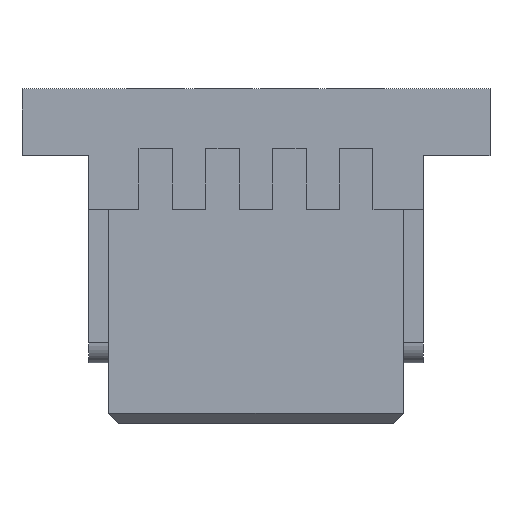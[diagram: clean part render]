
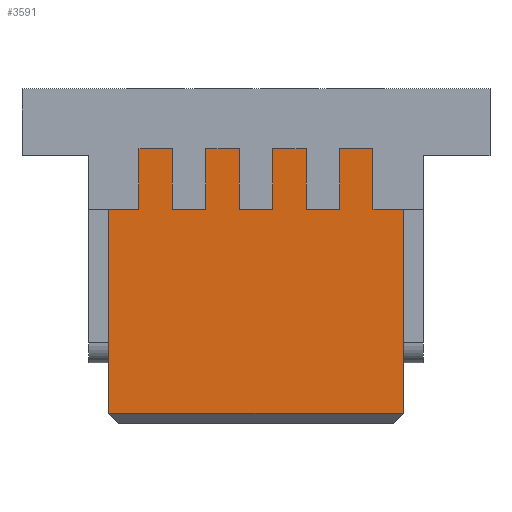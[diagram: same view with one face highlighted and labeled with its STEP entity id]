
A CAD part, top view. The second image highlights one B-rep face of the part: STEP entity #3591.
In plain terms, the highlighted planar face has unit normal (0, 0, 1).
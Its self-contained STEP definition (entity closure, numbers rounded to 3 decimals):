
#506=DIRECTION('',(1.,0.,0.));
#507=VECTOR('',#506,0.45);
#508=CARTESIAN_POINT('',(-2.2,3.2,1.));
#509=LINE('',#508,#507);
#526=DIRECTION('',(1.,0.,0.));
#527=VECTOR('',#526,0.5);
#528=CARTESIAN_POINT('',(-1.25,3.2,1.));
#529=LINE('',#528,#527);
#542=DIRECTION('',(1.,0.,0.));
#543=VECTOR('',#542,0.5);
#544=CARTESIAN_POINT('',(-0.25,3.2,1.));
#545=LINE('',#544,#543);
#570=DIRECTION('',(1.,0.,0.));
#571=VECTOR('',#570,0.45);
#572=CARTESIAN_POINT('',(1.75,3.2,1.));
#573=LINE('',#572,#571);
#578=DIRECTION('',(1.,0.,0.));
#579=VECTOR('',#578,0.5);
#580=CARTESIAN_POINT('',(0.75,3.2,1.));
#581=LINE('',#580,#579);
#615=DIRECTION('',(0.,-1.,0.));
#616=VECTOR('',#615,3.05);
#617=CARTESIAN_POINT('',(-2.2,3.2,1.));
#618=LINE('',#617,#616);
#703=DIRECTION('',(0.,-1.,0.));
#704=VECTOR('',#703,3.05);
#705=CARTESIAN_POINT('',(2.2,3.2,1.));
#706=LINE('',#705,#704);
#736=DIRECTION('',(0.,-1.,0.));
#737=VECTOR('',#736,0.9);
#738=CARTESIAN_POINT('',(1.25,4.1,1.));
#739=LINE('',#738,#737);
#740=DIRECTION('',(-1.,0.,0.));
#741=VECTOR('',#740,0.5);
#742=CARTESIAN_POINT('',(1.75,4.1,1.));
#743=LINE('',#742,#741);
#744=DIRECTION('',(0.,1.,0.));
#745=VECTOR('',#744,0.9);
#746=CARTESIAN_POINT('',(1.75,3.2,1.));
#747=LINE('',#746,#745);
#748=DIRECTION('',(-1.,0.,0.));
#749=VECTOR('',#748,4.4);
#750=CARTESIAN_POINT('',(2.2,0.15,1.));
#751=LINE('',#750,#749);
#752=DIRECTION('',(0.,-1.,0.));
#753=VECTOR('',#752,0.9);
#754=CARTESIAN_POINT('',(-1.75,4.1,1.));
#755=LINE('',#754,#753);
#756=DIRECTION('',(-1.,0.,0.));
#757=VECTOR('',#756,0.5);
#758=CARTESIAN_POINT('',(-1.25,4.1,1.));
#759=LINE('',#758,#757);
#760=DIRECTION('',(0.,1.,0.));
#761=VECTOR('',#760,0.9);
#762=CARTESIAN_POINT('',(-1.25,3.2,1.));
#763=LINE('',#762,#761);
#764=DIRECTION('',(0.,-1.,0.));
#765=VECTOR('',#764,0.9);
#766=CARTESIAN_POINT('',(-0.75,4.1,1.));
#767=LINE('',#766,#765);
#768=DIRECTION('',(-1.,0.,0.));
#769=VECTOR('',#768,0.5);
#770=CARTESIAN_POINT('',(-0.25,4.1,1.));
#771=LINE('',#770,#769);
#772=DIRECTION('',(0.,1.,0.));
#773=VECTOR('',#772,0.9);
#774=CARTESIAN_POINT('',(-0.25,3.2,1.));
#775=LINE('',#774,#773);
#776=DIRECTION('',(0.,-1.,0.));
#777=VECTOR('',#776,0.9);
#778=CARTESIAN_POINT('',(0.25,4.1,1.));
#779=LINE('',#778,#777);
#780=DIRECTION('',(-1.,0.,0.));
#781=VECTOR('',#780,0.5);
#782=CARTESIAN_POINT('',(0.75,4.1,1.));
#783=LINE('',#782,#781);
#784=DIRECTION('',(0.,1.,0.));
#785=VECTOR('',#784,0.9);
#786=CARTESIAN_POINT('',(0.75,3.2,1.));
#787=LINE('',#786,#785);
#2033=CARTESIAN_POINT('',(-2.2,3.2,1.));
#2034=VERTEX_POINT('',#2033);
#2125=CARTESIAN_POINT('',(2.2,0.15,1.));
#2126=CARTESIAN_POINT('',(-2.2,0.15,1.));
#2127=VERTEX_POINT('',#2125);
#2128=VERTEX_POINT('',#2126);
#2137=CARTESIAN_POINT('',(2.2,3.2,1.));
#2138=VERTEX_POINT('',#2137);
#2485=CARTESIAN_POINT('',(-1.25,4.1,1.));
#2486=CARTESIAN_POINT('',(-1.75,4.1,1.));
#2487=VERTEX_POINT('',#2485);
#2488=VERTEX_POINT('',#2486);
#2497=CARTESIAN_POINT('',(-1.25,3.2,1.));
#2498=VERTEX_POINT('',#2497);
#2499=CARTESIAN_POINT('',(-1.75,3.2,1.));
#2500=VERTEX_POINT('',#2499);
#2501=CARTESIAN_POINT('',(-0.25,4.1,1.));
#2502=CARTESIAN_POINT('',(-0.75,4.1,1.));
#2503=VERTEX_POINT('',#2501);
#2504=VERTEX_POINT('',#2502);
#2513=CARTESIAN_POINT('',(-0.25,3.2,1.));
#2514=VERTEX_POINT('',#2513);
#2515=CARTESIAN_POINT('',(-0.75,3.2,1.));
#2516=VERTEX_POINT('',#2515);
#2517=CARTESIAN_POINT('',(0.75,4.1,1.));
#2518=CARTESIAN_POINT('',(0.25,4.1,1.));
#2519=VERTEX_POINT('',#2517);
#2520=VERTEX_POINT('',#2518);
#2529=CARTESIAN_POINT('',(0.75,3.2,1.));
#2530=VERTEX_POINT('',#2529);
#2531=CARTESIAN_POINT('',(0.25,3.2,1.));
#2532=VERTEX_POINT('',#2531);
#2533=CARTESIAN_POINT('',(1.75,4.1,1.));
#2534=CARTESIAN_POINT('',(1.25,4.1,1.));
#2535=VERTEX_POINT('',#2533);
#2536=VERTEX_POINT('',#2534);
#2545=CARTESIAN_POINT('',(1.75,3.2,1.));
#2546=VERTEX_POINT('',#2545);
#2547=CARTESIAN_POINT('',(1.25,3.2,1.));
#2548=VERTEX_POINT('',#2547);
#3552=CARTESIAN_POINT('',(-7.,0.,1.));
#3553=DIRECTION('',(0.,0.,-1.));
#3554=DIRECTION('',(1.,0.,0.));
#3555=AXIS2_PLACEMENT_3D('',#3552,#3553,#3554);
#3556=PLANE('',#3555);
#3557=ORIENTED_EDGE('',*,*,#3403,.T.);
#3559=ORIENTED_EDGE('',*,*,#3558,.F.);
#3561=ORIENTED_EDGE('',*,*,#3560,.F.);
#3563=ORIENTED_EDGE('',*,*,#3562,.F.);
#3564=ORIENTED_EDGE('',*,*,#3391,.T.);
#3565=ORIENTED_EDGE('',*,*,#3509,.T.);
#3566=ORIENTED_EDGE('',*,*,#3546,.T.);
#3567=ORIENTED_EDGE('',*,*,#3430,.F.);
#3568=ORIENTED_EDGE('',*,*,#3333,.T.);
#3570=ORIENTED_EDGE('',*,*,#3569,.F.);
#3572=ORIENTED_EDGE('',*,*,#3571,.F.);
#3574=ORIENTED_EDGE('',*,*,#3573,.F.);
#3575=ORIENTED_EDGE('',*,*,#3351,.T.);
#3577=ORIENTED_EDGE('',*,*,#3576,.F.);
#3579=ORIENTED_EDGE('',*,*,#3578,.F.);
#3581=ORIENTED_EDGE('',*,*,#3580,.F.);
#3582=ORIENTED_EDGE('',*,*,#3367,.T.);
#3584=ORIENTED_EDGE('',*,*,#3583,.F.);
#3586=ORIENTED_EDGE('',*,*,#3585,.F.);
#3588=ORIENTED_EDGE('',*,*,#3587,.F.);
#3589=EDGE_LOOP('',(#3557,#3559,#3561,#3563,#3564,#3565,#3566,#3567,#3568,#3570,
#3572,#3574,#3575,#3577,#3579,#3581,#3582,#3584,#3586,#3588));
#3590=FACE_OUTER_BOUND('',#3589,.F.);
#3333=EDGE_CURVE('',#2034,#2500,#509,.T.);
#3351=EDGE_CURVE('',#2498,#2516,#529,.T.);
#3367=EDGE_CURVE('',#2514,#2532,#545,.T.);
#3391=EDGE_CURVE('',#2546,#2138,#573,.T.);
#3403=EDGE_CURVE('',#2530,#2548,#581,.T.);
#3430=EDGE_CURVE('',#2034,#2128,#618,.T.);
#3509=EDGE_CURVE('',#2138,#2127,#706,.T.);
#3546=EDGE_CURVE('',#2127,#2128,#751,.T.);
#3558=EDGE_CURVE('',#2536,#2548,#739,.T.);
#3560=EDGE_CURVE('',#2535,#2536,#743,.T.);
#3562=EDGE_CURVE('',#2546,#2535,#747,.T.);
#3569=EDGE_CURVE('',#2488,#2500,#755,.T.);
#3571=EDGE_CURVE('',#2487,#2488,#759,.T.);
#3573=EDGE_CURVE('',#2498,#2487,#763,.T.);
#3576=EDGE_CURVE('',#2504,#2516,#767,.T.);
#3578=EDGE_CURVE('',#2503,#2504,#771,.T.);
#3580=EDGE_CURVE('',#2514,#2503,#775,.T.);
#3583=EDGE_CURVE('',#2520,#2532,#779,.T.);
#3585=EDGE_CURVE('',#2519,#2520,#783,.T.);
#3587=EDGE_CURVE('',#2530,#2519,#787,.T.);
#3591=ADVANCED_FACE('',(#3590),#3556,.F.);
